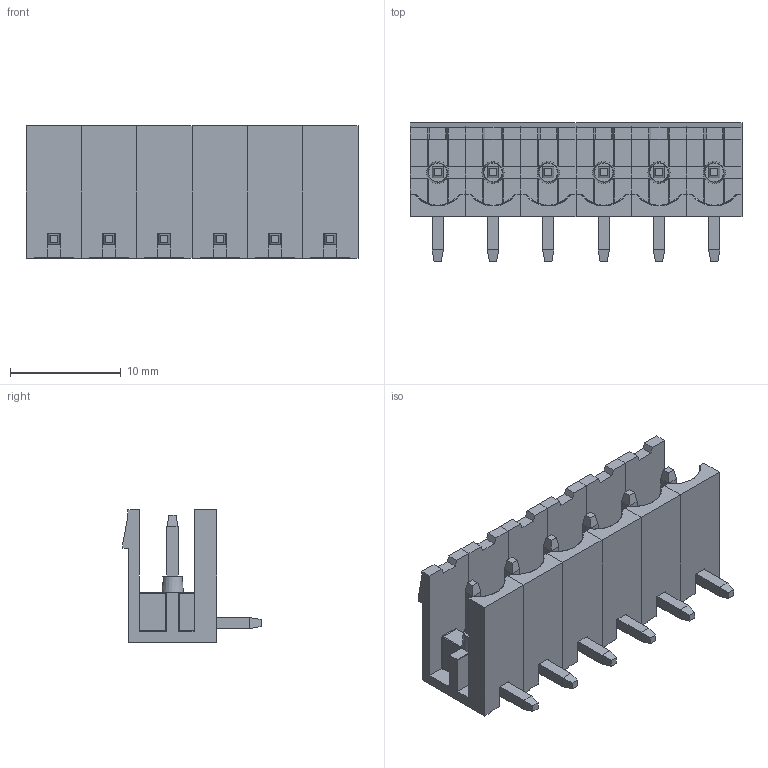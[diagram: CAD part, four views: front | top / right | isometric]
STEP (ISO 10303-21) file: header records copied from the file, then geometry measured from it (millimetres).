
FILE_DESCRIPTION(('STEP AP203'), '1');
FILE_NAME('栖闉罻', '2023-02-06T13:29:46', ('ava'), (''), 'ASCON STEP Converter 1.3', 'ASCON Math Kernel', '');
FILE_SCHEMA(('CONFIG_CONTROL_DESIGN'));
Length unit declared in the file: millimetre
Products named in the file (2): 1; 2
Assembly tree (3 placements, depth 2):
  1
    2  x3
Bounding box: 30 x 12.47 x 12 mm (x, y, z)
Volume: 1382.2 mm3; surface area: 3247.9 mm2
Topology: 18 solids, 18 shells, 630 faces, 1530 edges, 930 vertices
Faces by surface type: plane 366, cylinder 156, torus 78, sphere 12, bspline 12, cone 6
Entity records: 7625 total; most frequent: CARTESIAN_POINT 1762, ORIENTED_EDGE 1004, DIRECTION 988, EDGE_CURVE 502, LINE 352, VECTOR 352, AXIS2_PLACEMENT_3D 318, VERTEX_POINT 310
